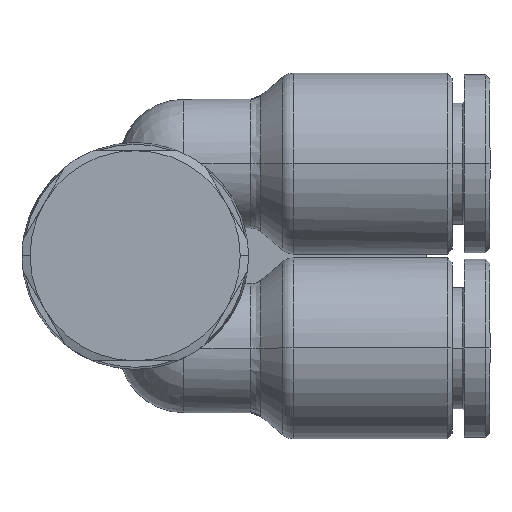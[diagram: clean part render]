
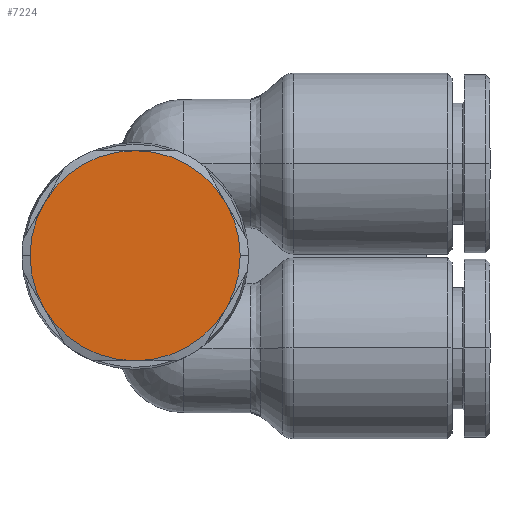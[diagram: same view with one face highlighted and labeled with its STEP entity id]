
A CAD part, top view. The second image highlights one B-rep face of the part: STEP entity #7224.
In plain terms, the highlighted planar face has unit normal (0, 0, 1).
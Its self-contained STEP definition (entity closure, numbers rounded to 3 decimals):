
#3420=CARTESIAN_POINT('',(-7.5,5.7,9.75));
#3421=VERTEX_POINT('',#3420);
#3429=CARTESIAN_POINT('',(-6.629,2.45,9.75));
#3430=VERTEX_POINT('',#3429);
#3444=CARTESIAN_POINT('',(-1.,5.7,9.75));
#3445=DIRECTION('',(0.0,0.0,1.0));
#3446=DIRECTION('',(1.0,0.0,0.0));
#3447=AXIS2_PLACEMENT_3D('',#3444,#3445,#3446);
#3448=CIRCLE('',#3447,6.5);
#3449=EDGE_CURVE('',#3421,#3430,#3448,.T.);
#3459=CARTESIAN_POINT('',(5.5,5.7,9.75));
#3460=VERTEX_POINT('',#3459);
#3467=CARTESIAN_POINT('',(4.629,2.45,9.75));
#3468=VERTEX_POINT('',#3467);
#3469=CARTESIAN_POINT('',(-1.,5.7,9.75));
#3470=DIRECTION('',(0.0,0.0,1.0));
#3471=DIRECTION('',(1.0,0.0,0.0));
#3472=AXIS2_PLACEMENT_3D('',#3469,#3470,#3471);
#3473=CIRCLE('',#3472,6.5);
#3474=EDGE_CURVE('',#3468,#3460,#3473,.T.);
#6644=CARTESIAN_POINT('',(-1.,12.2,9.75));
#6645=VERTEX_POINT('',#6644);
#6668=CARTESIAN_POINT('',(-6.629,8.95,9.75));
#6669=VERTEX_POINT('',#6668);
#6683=CARTESIAN_POINT('',(-1.,5.7,9.75));
#6684=DIRECTION('',(0.0,0.0,1.0));
#6685=DIRECTION('',(1.0,0.0,0.0));
#6686=AXIS2_PLACEMENT_3D('',#6683,#6684,#6685);
#6687=CIRCLE('',#6686,6.5);
#6688=EDGE_CURVE('',#6645,#6669,#6687,.T.);
#6700=CARTESIAN_POINT('',(4.629,8.95,9.75));
#6701=VERTEX_POINT('',#6700);
#6737=CARTESIAN_POINT('',(-1.,5.7,9.75));
#6738=DIRECTION('',(0.0,0.0,1.0));
#6739=DIRECTION('',(1.0,0.0,0.0));
#6740=AXIS2_PLACEMENT_3D('',#6737,#6738,#6739);
#6741=CIRCLE('',#6740,6.5);
#6742=EDGE_CURVE('',#6701,#6645,#6741,.T.);
#6775=CARTESIAN_POINT('',(-1.,5.7,9.75));
#6776=DIRECTION('',(0.0,0.0,1.0));
#6777=DIRECTION('',(1.0,0.0,0.0));
#6778=AXIS2_PLACEMENT_3D('',#6775,#6776,#6777);
#6779=CIRCLE('',#6778,6.5);
#6780=EDGE_CURVE('',#3460,#6701,#6779,.T.);
#6805=CARTESIAN_POINT('',(-1.,-0.8,9.75));
#6806=VERTEX_POINT('',#6805);
#6807=CARTESIAN_POINT('',(-1.,5.7,9.75));
#6808=DIRECTION('',(0.0,0.0,1.0));
#6809=DIRECTION('',(1.0,0.0,0.0));
#6810=AXIS2_PLACEMENT_3D('',#6807,#6808,#6809);
#6811=CIRCLE('',#6810,6.5);
#6812=EDGE_CURVE('',#6806,#3468,#6811,.T.);
#6859=CARTESIAN_POINT('',(-1.,5.7,9.75));
#6860=DIRECTION('',(0.0,0.0,1.0));
#6861=DIRECTION('',(1.0,0.0,0.0));
#6862=AXIS2_PLACEMENT_3D('',#6859,#6860,#6861);
#6863=CIRCLE('',#6862,6.5);
#6864=EDGE_CURVE('',#3430,#6806,#6863,.T.);
#6897=CARTESIAN_POINT('',(-1.,5.7,9.75));
#6898=DIRECTION('',(0.0,0.0,1.0));
#6899=DIRECTION('',(1.0,0.0,0.0));
#6900=AXIS2_PLACEMENT_3D('',#6897,#6898,#6899);
#6901=CIRCLE('',#6900,6.5);
#6902=EDGE_CURVE('',#6669,#3421,#6901,.T.);
#7209=CARTESIAN_POINT('',(2.25,5.7,9.75));
#7210=DIRECTION('',(0.0,0.0,1.0));
#7211=DIRECTION('',(-1.0,0.0,0.0));
#7212=AXIS2_PLACEMENT_3D('',#7209,#7210,#7211);
#7213=PLANE('',#7212);
#7214=ORIENTED_EDGE('',*,*,#6902,.T.);
#7215=ORIENTED_EDGE('',*,*,#3449,.T.);
#7216=ORIENTED_EDGE('',*,*,#6864,.T.);
#7217=ORIENTED_EDGE('',*,*,#6812,.T.);
#7218=ORIENTED_EDGE('',*,*,#3474,.T.);
#7219=ORIENTED_EDGE('',*,*,#6780,.T.);
#7220=ORIENTED_EDGE('',*,*,#6742,.T.);
#7221=ORIENTED_EDGE('',*,*,#6688,.T.);
#7222=EDGE_LOOP('',(#7214,#7215,#7216,#7217,#7218,#7219,#7220,#7221));
#7223=FACE_OUTER_BOUND('',#7222,.T.);
#7224=ADVANCED_FACE('',(#7223),#7213,.T.);
